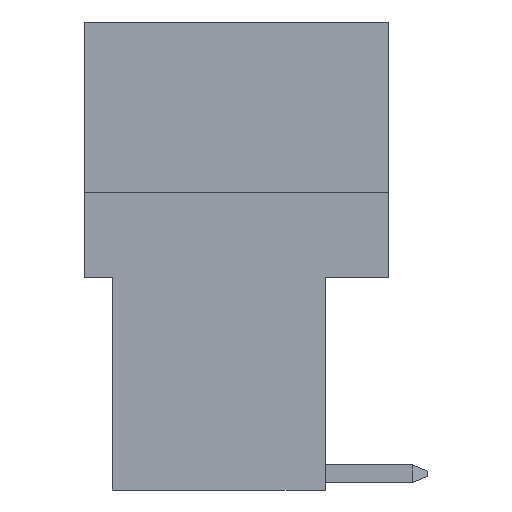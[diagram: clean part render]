
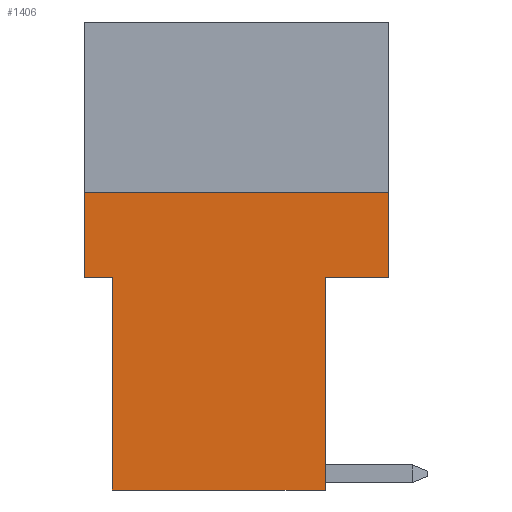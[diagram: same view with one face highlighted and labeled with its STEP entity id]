
A CAD part, left-side view. The second image highlights one B-rep face of the part: STEP entity #1406.
In plain terms, the highlighted planar face has unit normal (-1, 0, 0).
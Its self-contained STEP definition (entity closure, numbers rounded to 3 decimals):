
#23 = VERTEX_POINT ( 'NONE', #1094 ) ;
#118 = LINE ( 'NONE', #612, #2992 ) ;
#137 = CARTESIAN_POINT ( 'NONE',  ( -27., -4.3, -13.2 ) ) ;
#170 = DIRECTION ( 'NONE',  ( 0., 0., 1. ) ) ;
#327 = CARTESIAN_POINT ( 'NONE',  ( -27., -4.3, -4.8 ) ) ;
#386 = CARTESIAN_POINT ( 'NONE',  ( -27., 4.3, -4.8 ) ) ;
#612 = CARTESIAN_POINT ( 'NONE',  ( -27., -2.5, -7.2 ) ) ;
#652 = ORIENTED_EDGE ( 'NONE', *, *, #1724, .T. ) ;
#734 = CARTESIAN_POINT ( 'NONE',  ( -27., 4.3, -4.8 ) ) ;
#778 = VERTEX_POINT ( 'NONE', #327 ) ;
#848 = CARTESIAN_POINT ( 'NONE',  ( -27., -2.5, -13.2 ) ) ;
#1094 = CARTESIAN_POINT ( 'NONE',  ( -27., 3.5, -7.2 ) ) ;
#1198 = LINE ( 'NONE', #137, #4055 ) ;
#1221 = ORIENTED_EDGE ( 'NONE', *, *, #4041, .F. ) ;
#1228 = VECTOR ( 'NONE', #6223, 1000. ) ;
#1229 = ORIENTED_EDGE ( 'NONE', *, *, #2898, .T. ) ;
#1299 = LINE ( 'NONE', #5231, #1228 ) ;
#1406 = ADVANCED_FACE ( 'NONE', ( #2678 ), #3111, .T. ) ;
#1605 = VERTEX_POINT ( 'NONE', #734 ) ;
#1609 = EDGE_CURVE ( 'NONE', #4397, #2764, #2746, .T. ) ;
#1649 = EDGE_LOOP ( 'NONE', ( #3019, #2405, #5207, #1221, #4303, #3367, #652, #1229 ) ) ;
#1724 = EDGE_CURVE ( 'NONE', #23, #2932, #3913, .T. ) ;
#2017 = VECTOR ( 'NONE', #3450, 1000. ) ;
#2405 = ORIENTED_EDGE ( 'NONE', *, *, #2518, .F. ) ;
#2518 = EDGE_CURVE ( 'NONE', #5145, #4397, #118, .T. ) ;
#2618 = LINE ( 'NONE', #3526, #5727 ) ;
#2626 = DIRECTION ( 'NONE',  ( 0., 1., 0. ) ) ;
#2678 = FACE_OUTER_BOUND ( 'NONE', #1649, .T. ) ;
#2746 = LINE ( 'NONE', #5789, #6457 ) ;
#2764 = VERTEX_POINT ( 'NONE', #848 ) ;
#2898 = EDGE_CURVE ( 'NONE', #2932, #2764, #2618, .T. ) ;
#2932 = VERTEX_POINT ( 'NONE', #3114 ) ;
#2936 = DIRECTION ( 'NONE',  ( 0., 1., 0. ) ) ;
#2992 = VECTOR ( 'NONE', #2626, 1000. ) ;
#3019 = ORIENTED_EDGE ( 'NONE', *, *, #1609, .F. ) ;
#3111 = PLANE ( 'NONE',  #5112 ) ;
#3114 = CARTESIAN_POINT ( 'NONE',  ( -27., 3.5, -13.2 ) ) ;
#3125 = EDGE_CURVE ( 'NONE', #5145, #778, #1198, .T. ) ;
#3367 = ORIENTED_EDGE ( 'NONE', *, *, #3595, .F. ) ;
#3376 = VECTOR ( 'NONE', #2936, 1000. ) ;
#3384 = DIRECTION ( 'NONE',  ( 0., 0., -1. ) ) ;
#3450 = DIRECTION ( 'NONE',  ( 0., 0., -1. ) ) ;
#3526 = CARTESIAN_POINT ( 'NONE',  ( -27., 4.3, -13.2 ) ) ;
#3595 = EDGE_CURVE ( 'NONE', #23, #6052, #6537, .T. ) ;
#3646 = DIRECTION ( 'NONE',  ( -1., 0., 0. ) ) ;
#3913 = LINE ( 'NONE', #4044, #2017 ) ;
#3956 = DIRECTION ( 'NONE',  ( 0., -1., 0. ) ) ;
#4010 = VECTOR ( 'NONE', #3956, 1000. ) ;
#4041 = EDGE_CURVE ( 'NONE', #1605, #778, #5869, .T. ) ;
#4044 = CARTESIAN_POINT ( 'NONE',  ( -27., 3.5, -7.2 ) ) ;
#4055 = VECTOR ( 'NONE', #170, 1000. ) ;
#4247 = CARTESIAN_POINT ( 'NONE',  ( -27., -4.3, -7.2 ) ) ;
#4303 = ORIENTED_EDGE ( 'NONE', *, *, #4343, .F. ) ;
#4343 = EDGE_CURVE ( 'NONE', #6052, #1605, #1299, .T. ) ;
#4397 = VERTEX_POINT ( 'NONE', #6191 ) ;
#5069 = DIRECTION ( 'NONE',  ( 0., -1., 0. ) ) ;
#5112 = AXIS2_PLACEMENT_3D ( 'NONE', #5193, #3646, #5619 ) ;
#5145 = VERTEX_POINT ( 'NONE', #4247 ) ;
#5193 = CARTESIAN_POINT ( 'NONE',  ( -27., 4.3, -13.2 ) ) ;
#5207 = ORIENTED_EDGE ( 'NONE', *, *, #3125, .T. ) ;
#5231 = CARTESIAN_POINT ( 'NONE',  ( -27., 4.3, -13.2 ) ) ;
#5382 = CARTESIAN_POINT ( 'NONE',  ( -27., 4.3, -7.2 ) ) ;
#5619 = DIRECTION ( 'NONE',  ( 0., 0., 1. ) ) ;
#5727 = VECTOR ( 'NONE', #5069, 1000. ) ;
#5789 = CARTESIAN_POINT ( 'NONE',  ( -27., -2.5, -7.2 ) ) ;
#5869 = LINE ( 'NONE', #386, #4010 ) ;
#6052 = VERTEX_POINT ( 'NONE', #6343 ) ;
#6191 = CARTESIAN_POINT ( 'NONE',  ( -27., -2.5, -7.2 ) ) ;
#6223 = DIRECTION ( 'NONE',  ( 0., 0., 1. ) ) ;
#6343 = CARTESIAN_POINT ( 'NONE',  ( -27., 4.3, -7.2 ) ) ;
#6457 = VECTOR ( 'NONE', #3384, 1000. ) ;
#6537 = LINE ( 'NONE', #5382, #3376 ) ;
